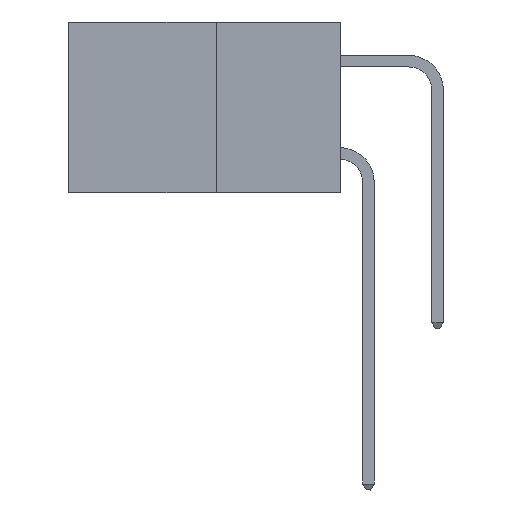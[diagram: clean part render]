
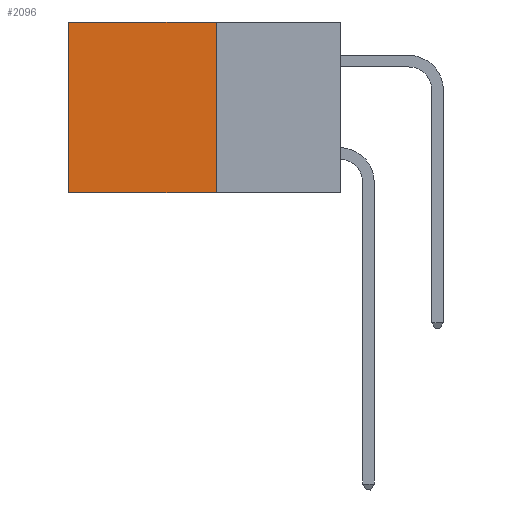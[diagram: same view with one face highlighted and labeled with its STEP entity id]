
A CAD part, left-side view. The second image highlights one B-rep face of the part: STEP entity #2096.
In plain terms, the highlighted planar face has unit normal (-1, 0, 0).
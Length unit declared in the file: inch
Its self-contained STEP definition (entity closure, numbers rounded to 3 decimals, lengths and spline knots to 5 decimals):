
#290 = EDGE_LOOP ( 'NONE', ( #5935, #11861, #9276, #12209 ) ) ;
#1443 = LINE ( 'NONE', #2670, #13063 ) ;
#1649 = EDGE_CURVE ( 'NONE', #6541, #11238, #8728, .T. ) ;
#2096 = ADVANCED_FACE ( 'NONE', ( #8366 ), #14283, .F. ) ;
#2319 = CARTESIAN_POINT ( 'NONE',  ( 0.277, 0.59, -0.37 ) ) ;
#2460 = CARTESIAN_POINT ( 'NONE',  ( 0.277, 0.27, -0.37 ) ) ;
#2670 = CARTESIAN_POINT ( 'NONE',  ( 0.277, 0.27, 0. ) ) ;
#3589 = LINE ( 'NONE', #13129, #6672 ) ;
#4382 = CARTESIAN_POINT ( 'NONE',  ( 0.277, 0.27, 0. ) ) ;
#4660 = DIRECTION ( 'NONE',  ( 0., 0., -1. ) ) ;
#4905 = VERTEX_POINT ( 'NONE', #12772 ) ;
#5713 = VECTOR ( 'NONE', #11478, 39.37008 ) ;
#5935 = ORIENTED_EDGE ( 'NONE', *, *, #5999, .T. ) ;
#5999 = EDGE_CURVE ( 'NONE', #12292, #4905, #9973, .T. ) ;
#6206 = EDGE_CURVE ( 'NONE', #6541, #12292, #1443, .T. ) ;
#6541 = VERTEX_POINT ( 'NONE', #4382 ) ;
#6672 = VECTOR ( 'NONE', #8780, 39.37008 ) ;
#7037 = VECTOR ( 'NONE', #4660, 39.37008 ) ;
#8366 = FACE_OUTER_BOUND ( 'NONE', #290, .T. ) ;
#8728 = LINE ( 'NONE', #11282, #5713 ) ;
#8780 = DIRECTION ( 'NONE',  ( 0., 1., 0. ) ) ;
#9070 = CARTESIAN_POINT ( 'NONE',  ( 0.277, 0.59, 0. ) ) ;
#9276 = ORIENTED_EDGE ( 'NONE', *, *, #1649, .F. ) ;
#9973 = LINE ( 'NONE', #2319, #7037 ) ;
#10213 = EDGE_CURVE ( 'NONE', #11238, #4905, #3589, .T. ) ;
#11238 = VERTEX_POINT ( 'NONE', #2460 ) ;
#11282 = CARTESIAN_POINT ( 'NONE',  ( 0.277, 0.27, -0.37 ) ) ;
#11478 = DIRECTION ( 'NONE',  ( 0., 0., -1. ) ) ;
#11745 = DIRECTION ( 'NONE',  ( 0., 1., 0. ) ) ;
#11861 = ORIENTED_EDGE ( 'NONE', *, *, #10213, .F. ) ;
#12065 = AXIS2_PLACEMENT_3D ( 'NONE', #14408, #14277, #14236 ) ;
#12209 = ORIENTED_EDGE ( 'NONE', *, *, #6206, .T. ) ;
#12292 = VERTEX_POINT ( 'NONE', #9070 ) ;
#12772 = CARTESIAN_POINT ( 'NONE',  ( 0.277, 0.59, -0.37 ) ) ;
#13063 = VECTOR ( 'NONE', #11745, 39.37008 ) ;
#13129 = CARTESIAN_POINT ( 'NONE',  ( 0.277, 0.27, -0.37 ) ) ;
#14236 = DIRECTION ( 'NONE',  ( 0., 0., -1. ) ) ;
#14277 = DIRECTION ( 'NONE',  ( 1., 0., 0. ) ) ;
#14283 = PLANE ( 'NONE',  #12065 ) ;
#14408 = CARTESIAN_POINT ( 'NONE',  ( 0.277, 0.27, -0.37 ) ) ;
